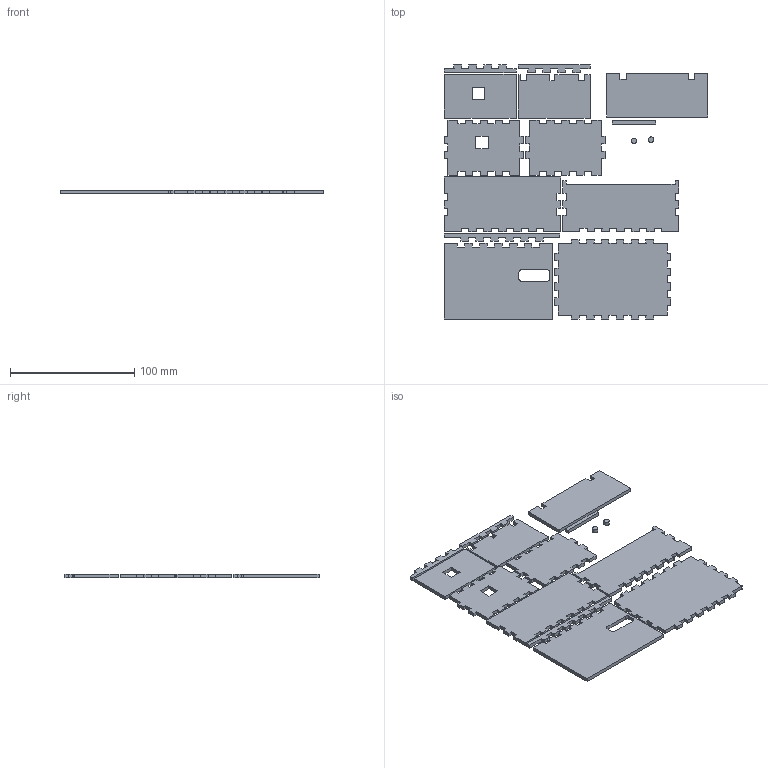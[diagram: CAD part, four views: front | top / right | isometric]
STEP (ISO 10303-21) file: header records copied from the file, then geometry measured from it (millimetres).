
FILE_DESCRIPTION(/* description */ (''),/* implementation_level */ '2;1');
FILE_NAME(/* name */ '497cc28d-fe11-4918-a77d-fb80c6da6743.stp',/* time_stamp */ '2024-01-22T00:41:59Z',/* author */ (''),/* organization */ (''),/* preprocessor_version */ 'ST-DEVELOPER v20',/* originating_system */ 'Autodesk Translation Framework v12.20.1.177',/* authorisation */ '');
FILE_SCHEMA (('AUTOMOTIVE_DESIGN { 1 0 10303 214 3 1 1 }'));
Length unit declared in the file: millimetre
Products named in the file (1): psa-assembly
Bounding box: 212.1 x 204.5 x 3 mm (x, y, z)
Volume: 91570.9 mm3; surface area: 71273.2 mm2
Topology: 15 solids, 15 shells, 1921 faces, 5673 edges, 3442 vertices
Faces by surface type: plane 1915, cylinder 6
Full cylindrical faces by diameter (mm): 4.5 x2
Entity records: 62070 total; most frequent: ORIENTED_EDGE 11346, CARTESIAN_POINT 11037, DIRECTION 9529, EDGE_CURVE 5673, LINE 5661, VECTOR 5661, VERTEX_POINT 3442, AXIS2_PLACEMENT_3D 1934
